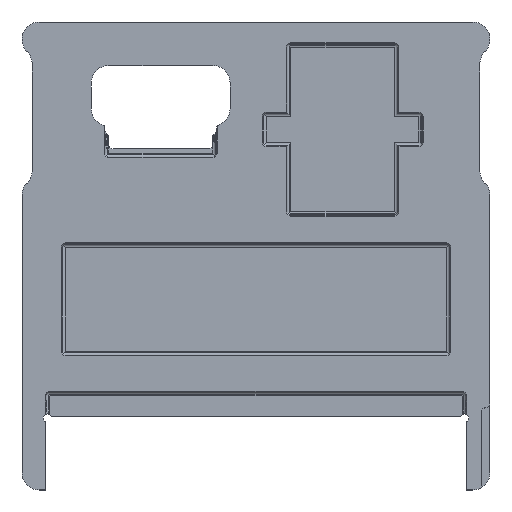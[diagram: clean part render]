
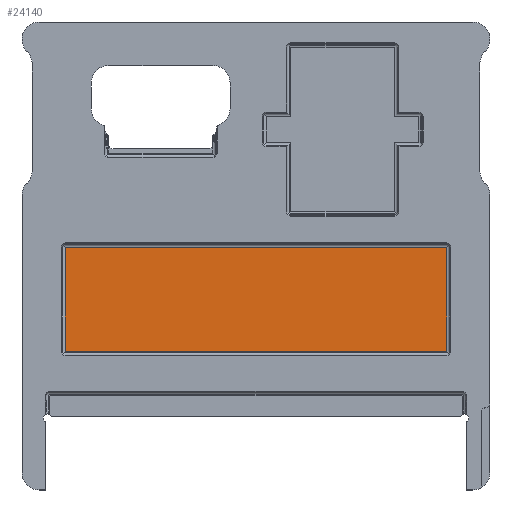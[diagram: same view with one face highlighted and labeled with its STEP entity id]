
A CAD part, top view. The second image highlights one B-rep face of the part: STEP entity #24140.
In plain terms, the highlighted planar face has unit normal (0, 0, 1).
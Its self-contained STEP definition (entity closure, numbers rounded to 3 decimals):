
#844 = VERTEX_POINT('',#845);
#845 = CARTESIAN_POINT('',(22.,1.,0.705));
#13913 = VERTEX_POINT('',#13914);
#13914 = CARTESIAN_POINT('',(-22.,1.,0.705));
#23055 = VERTEX_POINT('',#23056);
#23056 = CARTESIAN_POINT('',(-22.,-11.,0.705));
#23575 = VERTEX_POINT('',#23576);
#23576 = CARTESIAN_POINT('',(22.,-11.,0.705));
#24129 = EDGE_CURVE('',#13913,#844,#24130,.T.);
#24130 = LINE('',#24131,#24132);
#24131 = CARTESIAN_POINT('',(-22.,1.,0.705));
#24132 = VECTOR('',#24133,1.);
#24133 = DIRECTION('',(1.,0.,0.));
#24140 = ADVANCED_FACE('',(#24141),#24162,.T.);
#24141 = FACE_BOUND('',#24142,.T.);
#24142 = EDGE_LOOP('',(#24143,#24144,#24150,#24156));
#24143 = ORIENTED_EDGE('',*,*,#24129,.F.);
#24144 = ORIENTED_EDGE('',*,*,#24145,.F.);
#24145 = EDGE_CURVE('',#23055,#13913,#24146,.T.);
#24146 = LINE('',#24147,#24148);
#24147 = CARTESIAN_POINT('',(-22.,-11.,0.705));
#24148 = VECTOR('',#24149,1.);
#24149 = DIRECTION('',(0.,1.,0.));
#24150 = ORIENTED_EDGE('',*,*,#24151,.T.);
#24151 = EDGE_CURVE('',#23055,#23575,#24152,.T.);
#24152 = LINE('',#24153,#24154);
#24153 = CARTESIAN_POINT('',(-22.,-11.,0.705));
#24154 = VECTOR('',#24155,1.);
#24155 = DIRECTION('',(1.,0.,0.));
#24156 = ORIENTED_EDGE('',*,*,#24157,.F.);
#24157 = EDGE_CURVE('',#844,#23575,#24158,.T.);
#24158 = LINE('',#24159,#24160);
#24159 = CARTESIAN_POINT('',(22.,1.,0.705));
#24160 = VECTOR('',#24161,1.);
#24161 = DIRECTION('',(0.,-1.,0.));
#24162 = PLANE('',#24163);
#24163 = AXIS2_PLACEMENT_3D('',#24164,#24165,#24166);
#24164 = CARTESIAN_POINT('',(0.,-5.,0.705));
#24165 = DIRECTION('',(0.,0.,1.));
#24166 = DIRECTION('',(1.,0.,-0.));
